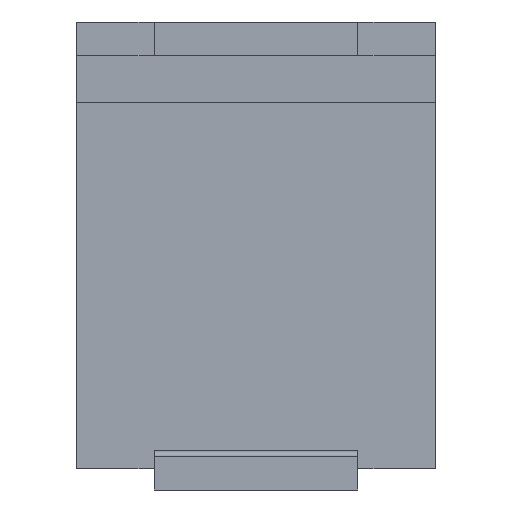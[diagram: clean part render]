
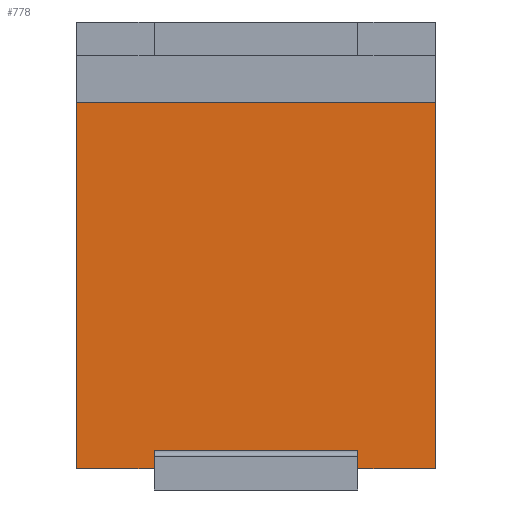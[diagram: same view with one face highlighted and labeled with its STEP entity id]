
A CAD part, front view. The second image highlights one B-rep face of the part: STEP entity #778.
In plain terms, the highlighted planar face has unit normal (0, -1, 0).
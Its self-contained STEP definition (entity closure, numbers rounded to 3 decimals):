
#154=DIRECTION('',(0.,0.,-1.));
#155=VECTOR('',#154,0.335);
#156=CARTESIAN_POINT('',(-1.905,-1.26,-3.64));
#157=LINE('',#156,#155);
#207=DIRECTION('',(0.,0.,-1.));
#208=VECTOR('',#207,0.335);
#209=CARTESIAN_POINT('',(1.905,-1.26,-3.64));
#210=LINE('',#209,#208);
#253=DIRECTION('',(1.,0.,0.));
#254=VECTOR('',#253,6.71);
#255=CARTESIAN_POINT('',(-3.355,-1.26,2.875));
#256=LINE('',#255,#254);
#257=DIRECTION('',(1.,0.,0.));
#258=VECTOR('',#257,3.81);
#259=CARTESIAN_POINT('',(-1.905,-1.26,-3.64));
#260=LINE('',#259,#258);
#273=DIRECTION('',(0.,0.,-1.));
#274=VECTOR('',#273,6.85);
#275=CARTESIAN_POINT('',(3.355,-1.26,2.875));
#276=LINE('',#275,#274);
#277=DIRECTION('',(1.,0.,0.));
#278=VECTOR('',#277,1.45);
#279=CARTESIAN_POINT('',(-3.355,-1.26,-3.975));
#280=LINE('',#279,#278);
#281=DIRECTION('',(1.,0.,0.));
#282=VECTOR('',#281,1.45);
#283=CARTESIAN_POINT('',(1.905,-1.26,-3.975));
#284=LINE('',#283,#282);
#289=DIRECTION('',(0.,0.,-1.));
#290=VECTOR('',#289,6.85);
#291=CARTESIAN_POINT('',(-3.355,-1.26,2.875));
#292=LINE('',#291,#290);
#346=CARTESIAN_POINT('',(-3.355,-1.26,2.875));
#348=VERTEX_POINT('',#346);
#349=CARTESIAN_POINT('',(-3.355,-1.26,-3.975));
#350=VERTEX_POINT('',#349);
#354=CARTESIAN_POINT('',(3.355,-1.26,2.875));
#356=VERTEX_POINT('',#354);
#357=CARTESIAN_POINT('',(3.355,-1.26,-3.975));
#358=VERTEX_POINT('',#357);
#361=CARTESIAN_POINT('',(-1.905,-1.26,-3.64));
#362=CARTESIAN_POINT('',(-1.905,-1.26,-3.975));
#363=VERTEX_POINT('',#361);
#364=VERTEX_POINT('',#362);
#365=CARTESIAN_POINT('',(1.905,-1.26,-3.64));
#366=CARTESIAN_POINT('',(1.905,-1.26,-3.975));
#367=VERTEX_POINT('',#365);
#368=VERTEX_POINT('',#366);
#758=CARTESIAN_POINT('',(-1.905,-1.26,2.875));
#759=DIRECTION('',(0.,-1.,0.));
#760=DIRECTION('',(0.,0.,-1.));
#761=AXIS2_PLACEMENT_3D('',#758,#759,#760);
#762=PLANE('',#761);
#764=ORIENTED_EDGE('',*,*,#763,.T.);
#766=ORIENTED_EDGE('',*,*,#765,.T.);
#768=ORIENTED_EDGE('',*,*,#767,.F.);
#769=ORIENTED_EDGE('',*,*,#674,.F.);
#770=ORIENTED_EDGE('',*,*,#750,.F.);
#771=ORIENTED_EDGE('',*,*,#602,.T.);
#773=ORIENTED_EDGE('',*,*,#772,.F.);
#775=ORIENTED_EDGE('',*,*,#774,.F.);
#776=EDGE_LOOP('',(#764,#766,#768,#769,#770,#771,#773,#775));
#777=FACE_OUTER_BOUND('',#776,.F.);
#602=EDGE_CURVE('',#363,#364,#157,.T.);
#674=EDGE_CURVE('',#367,#368,#210,.T.);
#750=EDGE_CURVE('',#363,#367,#260,.T.);
#763=EDGE_CURVE('',#348,#356,#256,.T.);
#765=EDGE_CURVE('',#356,#358,#276,.T.);
#767=EDGE_CURVE('',#368,#358,#284,.T.);
#772=EDGE_CURVE('',#350,#364,#280,.T.);
#774=EDGE_CURVE('',#348,#350,#292,.T.);
#778=ADVANCED_FACE('',(#777),#762,.T.);
